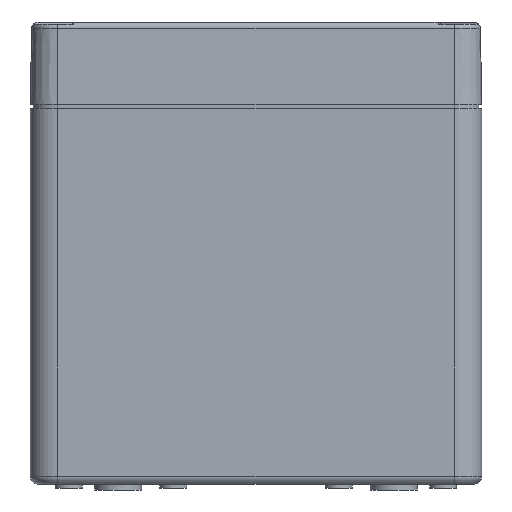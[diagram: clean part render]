
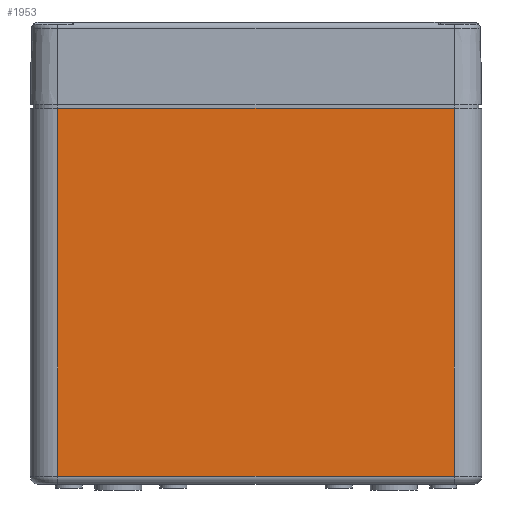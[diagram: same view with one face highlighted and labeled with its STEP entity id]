
A CAD part, front view. The second image highlights one B-rep face of the part: STEP entity #1953.
In plain terms, the highlighted planar face has unit normal (0, -1, 0).
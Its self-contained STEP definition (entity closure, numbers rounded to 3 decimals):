
#1953 = ADVANCED_FACE( '', ( #4013 ), #4014, .F. );
#4013 = FACE_OUTER_BOUND( '', #6069, .T. );
#4014 = PLANE( '', #6070 );
#6069 = EDGE_LOOP( '', ( #11589, #11590, #11591, #11592 ) );
#6070 = AXIS2_PLACEMENT_3D( '', #11593, #11594, #11595 );
#11589 = ORIENTED_EDGE( '', *, *, #13468, .F. );
#11590 = ORIENTED_EDGE( '', *, *, #12891, .T. );
#11591 = ORIENTED_EDGE( '', *, *, #13659, .F. );
#11592 = ORIENTED_EDGE( '', *, *, #13280, .F. );
#11593 = CARTESIAN_POINT( '', ( 36., -61., 0. ) );
#11594 = DIRECTION( '', ( 0., 1., 0. ) );
#11595 = DIRECTION( '', ( 0., 0., 1. ) );
#12891 = EDGE_CURVE( '', #15805, #15809, #15811, .T. );
#13280 = EDGE_CURVE( '', #16360, #16362, #16363, .T. );
#13468 = EDGE_CURVE( '', #15805, #16360, #16625, .T. );
#13659 = EDGE_CURVE( '', #16362, #15809, #16863, .T. );
#15805 = VERTEX_POINT( '', #20038 );
#15809 = VERTEX_POINT( '', #20043 );
#15811 = LINE( '', #20045, #20046 );
#16360 = VERTEX_POINT( '', #20972 );
#16362 = VERTEX_POINT( '', #20974 );
#16363 = LINE( '', #20975, #20976 );
#16625 = LINE( '', #21354, #21355 );
#16863 = LINE( '', #21687, #21688 );
#20038 = CARTESIAN_POINT( '', ( -36., -61., -1.7 ) );
#20043 = CARTESIAN_POINT( '', ( -36., -61., -68.5 ) );
#20045 = CARTESIAN_POINT( '', ( -36., -61., 0. ) );
#20046 = VECTOR( '', #23537, 1000. );
#20972 = CARTESIAN_POINT( '', ( 36., -61., -1.7 ) );
#20974 = CARTESIAN_POINT( '', ( 36., -61., -68.5 ) );
#20975 = CARTESIAN_POINT( '', ( 36., -61., 0. ) );
#20976 = VECTOR( '', #23960, 1000. );
#21354 = CARTESIAN_POINT( '', ( 36., -61., -1.7 ) );
#21355 = VECTOR( '', #24191, 1000. );
#21687 = CARTESIAN_POINT( '', ( 36., -61., -68.5 ) );
#21688 = VECTOR( '', #24399, 1000. );
#23537 = DIRECTION( '', ( 0., 0., -1. ) );
#23960 = DIRECTION( '', ( 0., 0., -1. ) );
#24191 = DIRECTION( '', ( 1., 0., 0. ) );
#24399 = DIRECTION( '', ( -1., 0., 0. ) );
